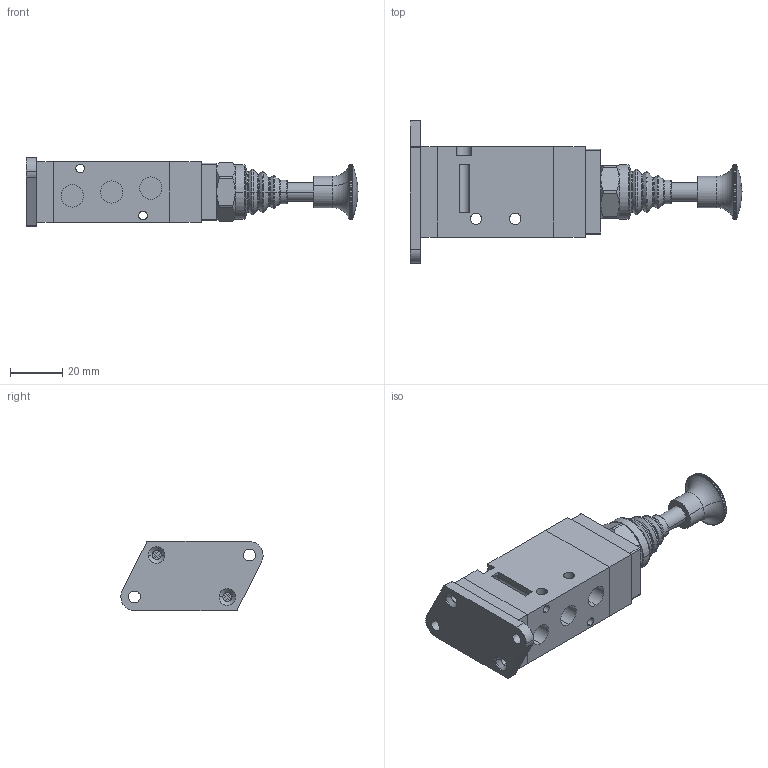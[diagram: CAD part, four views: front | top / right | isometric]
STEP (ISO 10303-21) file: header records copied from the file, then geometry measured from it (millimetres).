
FILE_DESCRIPTION (( 'STEP AP203' ), '1' );
FILE_NAME ('KMV310-D-P.STEP', '2016-01-12T10:46:03', ( 'yrd8' ), ( 'Hewlett-Packard Company' ), 'SwSTEP 2.0', 'SolidWorks 2008', '' );
FILE_SCHEMA (( 'CONFIG_CONTROL_DESIGN' ));
Length unit declared in the file: millimetre
Products named in the file (11): KMV310-D-P; SF3000 BODY_ル遽; SF3000 BODY COVER_ル遽; KMV300 SEMY_ル遽; KMV-S; KMV Bellows-1; HEAD_晦獄 撲薑; LEVER GUIDE_晦獄 撲薑; KMV nut_釭餌ル衛橈擠; PlateBolt(M2.6xL5)_ル遽; FOOT VALVE PLATE_晦獄 撲薑
Assembly tree (11 placements, depth 3):
  KMV310-D-P
    FOOT VALVE PLATE_晦獄 撲薑
    SF3000 BODY_ル遽
    KMV-S
      KMV Bellows-1
      PlateBolt(M2.6xL5)_ル遽  x2
      KMV nut_釭餌ル衛橈擠
      HEAD_晦獄 撲薑
      LEVER GUIDE_晦獄 撲薑
    KMV300 SEMY_ル遽
    SF3000 BODY COVER_ル遽
Bounding box: 127.01 x 54.39 x 26.4 mm (x, y, z)
Volume: 60179.7 mm3; surface area: 26675.2 mm2
Topology: 10 solids, 10 shells, 897 faces, 2440 edges, 1560 vertices
Faces by surface type: plane 339, torus 248, cylinder 210, cone 74, bspline 24, sphere 2
Entity records: 33089 total; most frequent: CARTESIAN_POINT 10507, ORIENTED_EDGE 4696, DIRECTION 4380, EDGE_CURVE 2348, AXIS2_PLACEMENT_3D 1845, VERTEX_POINT 1518, CIRCLE 984, EDGE_LOOP 924
